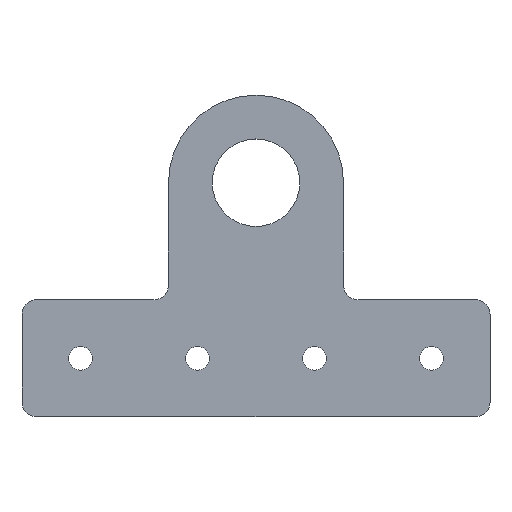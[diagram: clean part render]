
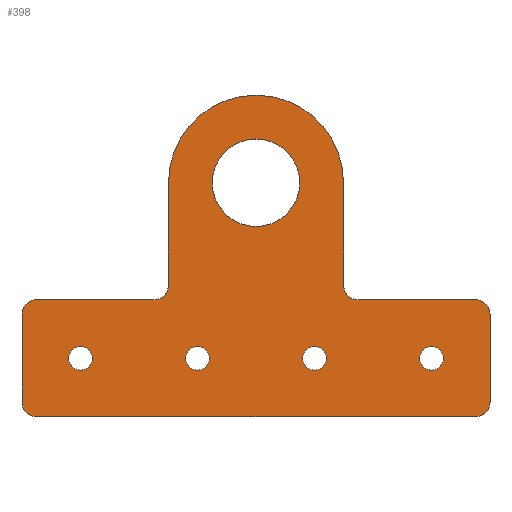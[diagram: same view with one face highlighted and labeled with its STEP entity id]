
A CAD part, top view. The second image highlights one B-rep face of the part: STEP entity #398.
In plain terms, the highlighted planar face has unit normal (0, 0, 1).
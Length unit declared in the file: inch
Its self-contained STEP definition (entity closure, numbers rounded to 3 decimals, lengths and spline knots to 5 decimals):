
#15=FACE_BOUND('',#57,.T.);
#16=FACE_BOUND('',#58,.T.);
#17=FACE_BOUND('',#59,.T.);
#18=FACE_BOUND('',#60,.T.);
#19=FACE_BOUND('',#61,.T.);
#25=PLANE('',#443);
#35=FACE_OUTER_BOUND('',#56,.T.);
#56=EDGE_LOOP('',(#275,#276,#277,#278,#279,#280,#281,#282,#283,#284,#285,
#286,#287,#288));
#57=EDGE_LOOP('',(#289));
#58=EDGE_LOOP('',(#290));
#59=EDGE_LOOP('',(#291));
#60=EDGE_LOOP('',(#292));
#61=EDGE_LOOP('',(#293));
#88=LINE('',#622,#121);
#89=LINE('',#626,#122);
#90=LINE('',#630,#123);
#91=LINE('',#634,#124);
#92=LINE('',#638,#125);
#93=LINE('',#642,#126);
#94=LINE('',#645,#127);
#121=VECTOR('',#497,0.3937);
#122=VECTOR('',#500,0.3937);
#123=VECTOR('',#503,0.3937);
#124=VECTOR('',#506,0.3937);
#125=VECTOR('',#509,0.3937);
#126=VECTOR('',#512,0.3937);
#127=VECTOR('',#515,0.3937);
#152=CIRCLE('',#441,0.125);
#154=CIRCLE('',#444,0.125);
#155=CIRCLE('',#445,0.125);
#156=CIRCLE('',#446,0.74803);
#157=CIRCLE('',#447,0.125);
#158=CIRCLE('',#448,0.125);
#159=CIRCLE('',#449,0.125);
#160=CIRCLE('',#450,0.1015);
#161=CIRCLE('',#451,0.1015);
#162=CIRCLE('',#452,0.1015);
#163=CIRCLE('',#453,0.1015);
#164=CIRCLE('',#454,0.37402);
#176=VERTEX_POINT('',#612);
#177=VERTEX_POINT('',#613);
#180=VERTEX_POINT('',#621);
#181=VERTEX_POINT('',#623);
#182=VERTEX_POINT('',#625);
#183=VERTEX_POINT('',#627);
#184=VERTEX_POINT('',#629);
#185=VERTEX_POINT('',#631);
#186=VERTEX_POINT('',#633);
#187=VERTEX_POINT('',#635);
#188=VERTEX_POINT('',#637);
#189=VERTEX_POINT('',#639);
#190=VERTEX_POINT('',#641);
#191=VERTEX_POINT('',#643);
#192=VERTEX_POINT('',#646);
#193=VERTEX_POINT('',#648);
#194=VERTEX_POINT('',#650);
#195=VERTEX_POINT('',#652);
#196=VERTEX_POINT('',#654);
#214=EDGE_CURVE('',#176,#177,#152,.T.);
#218=EDGE_CURVE('',#176,#180,#88,.T.);
#219=EDGE_CURVE('',#181,#180,#154,.T.);
#220=EDGE_CURVE('',#181,#182,#89,.T.);
#221=EDGE_CURVE('',#183,#182,#155,.T.);
#222=EDGE_CURVE('',#183,#184,#90,.T.);
#223=EDGE_CURVE('',#184,#185,#156,.T.);
#224=EDGE_CURVE('',#185,#186,#91,.T.);
#225=EDGE_CURVE('',#187,#186,#157,.T.);
#226=EDGE_CURVE('',#187,#188,#92,.T.);
#227=EDGE_CURVE('',#189,#188,#158,.T.);
#228=EDGE_CURVE('',#189,#190,#93,.T.);
#229=EDGE_CURVE('',#191,#190,#159,.T.);
#230=EDGE_CURVE('',#191,#177,#94,.T.);
#231=EDGE_CURVE('',#192,#192,#160,.T.);
#232=EDGE_CURVE('',#193,#193,#161,.T.);
#233=EDGE_CURVE('',#194,#194,#162,.T.);
#234=EDGE_CURVE('',#195,#195,#163,.T.);
#235=EDGE_CURVE('',#196,#196,#164,.T.);
#275=ORIENTED_EDGE('',*,*,#214,.F.);
#276=ORIENTED_EDGE('',*,*,#218,.T.);
#277=ORIENTED_EDGE('',*,*,#219,.F.);
#278=ORIENTED_EDGE('',*,*,#220,.T.);
#279=ORIENTED_EDGE('',*,*,#221,.F.);
#280=ORIENTED_EDGE('',*,*,#222,.T.);
#281=ORIENTED_EDGE('',*,*,#223,.T.);
#282=ORIENTED_EDGE('',*,*,#224,.T.);
#283=ORIENTED_EDGE('',*,*,#225,.F.);
#284=ORIENTED_EDGE('',*,*,#226,.T.);
#285=ORIENTED_EDGE('',*,*,#227,.F.);
#286=ORIENTED_EDGE('',*,*,#228,.T.);
#287=ORIENTED_EDGE('',*,*,#229,.F.);
#288=ORIENTED_EDGE('',*,*,#230,.T.);
#289=ORIENTED_EDGE('',*,*,#231,.T.);
#290=ORIENTED_EDGE('',*,*,#232,.T.);
#291=ORIENTED_EDGE('',*,*,#233,.T.);
#292=ORIENTED_EDGE('',*,*,#234,.T.);
#293=ORIENTED_EDGE('',*,*,#235,.T.);
#398=ADVANCED_FACE('',(#35,#15,#16,#17,#18,#19),#25,.T.);
#441=AXIS2_PLACEMENT_3D('',#614,#489,#490);
#443=AXIS2_PLACEMENT_3D('',#620,#495,#496);
#444=AXIS2_PLACEMENT_3D('',#624,#498,#499);
#445=AXIS2_PLACEMENT_3D('',#628,#501,#502);
#446=AXIS2_PLACEMENT_3D('',#632,#504,#505);
#447=AXIS2_PLACEMENT_3D('',#636,#507,#508);
#448=AXIS2_PLACEMENT_3D('',#640,#510,#511);
#449=AXIS2_PLACEMENT_3D('',#644,#513,#514);
#450=AXIS2_PLACEMENT_3D('',#647,#516,#517);
#451=AXIS2_PLACEMENT_3D('',#649,#518,#519);
#452=AXIS2_PLACEMENT_3D('',#651,#520,#521);
#453=AXIS2_PLACEMENT_3D('',#653,#522,#523);
#454=AXIS2_PLACEMENT_3D('',#655,#524,#525);
#489=DIRECTION('center_axis',(0.,0.,-1.));
#490=DIRECTION('ref_axis',(0.707,-0.707,0.));
#495=DIRECTION('center_axis',(0.,0.,1.));
#496=DIRECTION('ref_axis',(1.,0.,0.));
#497=DIRECTION('',(0.,1.,0.));
#498=DIRECTION('center_axis',(0.,0.,-1.));
#499=DIRECTION('ref_axis',(0.707,0.707,0.));
#500=DIRECTION('',(-1.,0.,0.));
#501=DIRECTION('center_axis',(0.,0.,1.));
#502=DIRECTION('ref_axis',(-0.707,-0.707,0.));
#503=DIRECTION('',(0.,1.,0.));
#504=DIRECTION('center_axis',(0.,0.,1.));
#505=DIRECTION('ref_axis',(1.,0.,0.));
#506=DIRECTION('',(0.,-1.,0.));
#507=DIRECTION('center_axis',(0.,0.,1.));
#508=DIRECTION('ref_axis',(0.707,-0.707,0.));
#509=DIRECTION('',(-1.,0.,0.));
#510=DIRECTION('center_axis',(0.,0.,-1.));
#511=DIRECTION('ref_axis',(-0.707,0.707,0.));
#512=DIRECTION('',(0.,-1.,0.));
#513=DIRECTION('center_axis',(0.,0.,-1.));
#514=DIRECTION('ref_axis',(-0.707,-0.707,0.));
#515=DIRECTION('',(1.,0.,0.));
#516=DIRECTION('center_axis',(0.,0.,-1.));
#517=DIRECTION('ref_axis',(-1.,0.,0.));
#518=DIRECTION('center_axis',(0.,0.,-1.));
#519=DIRECTION('ref_axis',(-1.,0.,0.));
#520=DIRECTION('center_axis',(0.,0.,-1.));
#521=DIRECTION('ref_axis',(-1.,0.,0.));
#522=DIRECTION('center_axis',(0.,0.,-1.));
#523=DIRECTION('ref_axis',(-1.,0.,0.));
#524=DIRECTION('center_axis',(0.,0.,-1.));
#525=DIRECTION('ref_axis',(-1.,0.,0.));
#612=CARTESIAN_POINT('',(2.,-1.875,0.13));
#613=CARTESIAN_POINT('',(1.875,-2.,0.13));
#614=CARTESIAN_POINT('Origin',(1.875,-1.875,0.13));
#620=CARTESIAN_POINT('Origin',(0.,-0.62598,
0.13));
#621=CARTESIAN_POINT('',(2.,-1.125,0.13));
#622=CARTESIAN_POINT('',(2.,-2.,0.13));
#623=CARTESIAN_POINT('',(1.875,-1.,0.13));
#624=CARTESIAN_POINT('Origin',(1.875,-1.125,0.13));
#625=CARTESIAN_POINT('',(0.87303,-1.,0.13));
#626=CARTESIAN_POINT('',(2.,-1.,0.13));
#627=CARTESIAN_POINT('',(0.74803,-0.875,0.13));
#628=CARTESIAN_POINT('Origin',(0.87303,-0.875,0.13));
#629=CARTESIAN_POINT('',(0.74803,0.,0.13));
#630=CARTESIAN_POINT('',(0.74803,-1.,0.13));
#631=CARTESIAN_POINT('',(-0.74803,0.,0.13));
#632=CARTESIAN_POINT('Origin',(0.,0.,0.13));
#633=CARTESIAN_POINT('',(-0.74803,-0.875,0.13));
#634=CARTESIAN_POINT('',(-0.74803,0.,0.13));
#635=CARTESIAN_POINT('',(-0.87303,-1.,0.13));
#636=CARTESIAN_POINT('Origin',(-0.87303,-0.875,0.13));
#637=CARTESIAN_POINT('',(-1.875,-1.,0.13));
#638=CARTESIAN_POINT('',(-0.74803,-1.,0.13));
#639=CARTESIAN_POINT('',(-2.,-1.125,0.13));
#640=CARTESIAN_POINT('Origin',(-1.875,-1.125,0.13));
#641=CARTESIAN_POINT('',(-2.,-1.875,0.13));
#642=CARTESIAN_POINT('',(-2.,-1.,0.13));
#643=CARTESIAN_POINT('',(-1.875,-2.,0.13));
#644=CARTESIAN_POINT('Origin',(-1.875,-1.875,0.13));
#645=CARTESIAN_POINT('',(-2.,-2.,0.13));
#646=CARTESIAN_POINT('',(1.6015,-1.5,0.13));
#647=CARTESIAN_POINT('Origin',(1.5,-1.5,0.13));
#648=CARTESIAN_POINT('',(0.6015,-1.5,0.13));
#649=CARTESIAN_POINT('Origin',(0.5,-1.5,0.13));
#650=CARTESIAN_POINT('',(-1.3985,-1.5,0.13));
#651=CARTESIAN_POINT('Origin',(-1.5,-1.5,0.13));
#652=CARTESIAN_POINT('',(-0.3985,-1.5,0.13));
#653=CARTESIAN_POINT('Origin',(-0.5,-1.5,0.13));
#654=CARTESIAN_POINT('',(0.37402,0.,0.13));
#655=CARTESIAN_POINT('Origin',(0.,0.,0.13));
